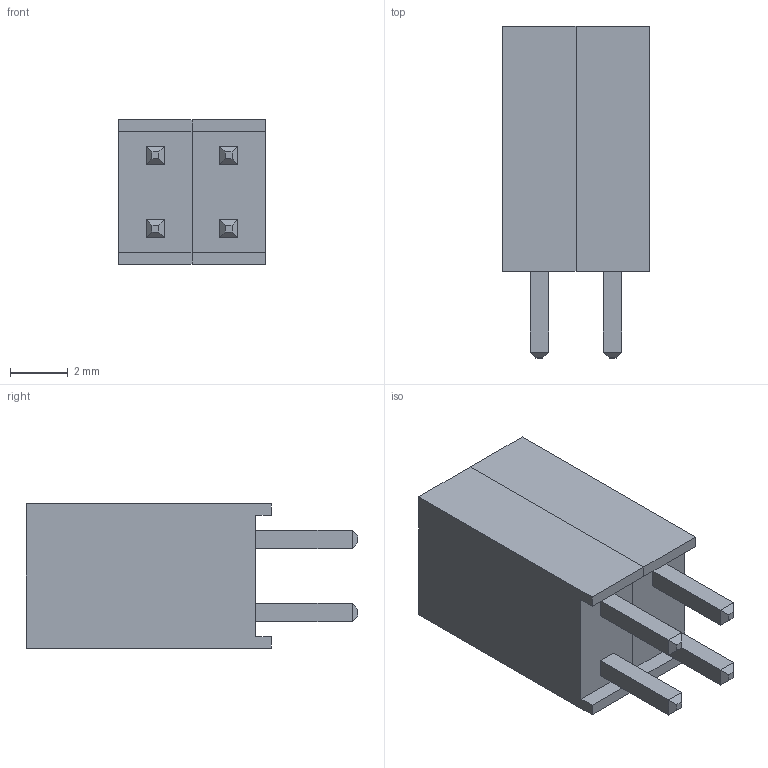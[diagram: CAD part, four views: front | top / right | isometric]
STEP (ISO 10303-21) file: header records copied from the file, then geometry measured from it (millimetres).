
FILE_DESCRIPTION (( 'STEP AP214' ), '1' );
FILE_NAME ('DS-1023-04.STEP', '2019-07-10T22:24:21', ( '' ), ( '' ), 'SwSTEP 2.0', 'SolidWorks 2018', '' );
FILE_SCHEMA (( 'AUTOMOTIVE_DESIGN' ));
Length unit declared in the file: millimetre
Products named in the file (1): DS-1023-04
Bounding box: 5.08 x 11.5 x 5 mm (x, y, z)
Volume: 201 mm3; surface area: 374.8 mm2
Topology: 2 solids, 2 shells, 92 faces, 208 edges, 128 vertices
Faces by surface type: plane 92
Entity records: 3531 total; most frequent: CARTESIAN_POINT 429, ORIENTED_EDGE 416, DIRECTION 394, EDGE_CURVE 208, VECTOR 208, LINE 208, VERTEX_POINT 128, EDGE_LOOP 100
